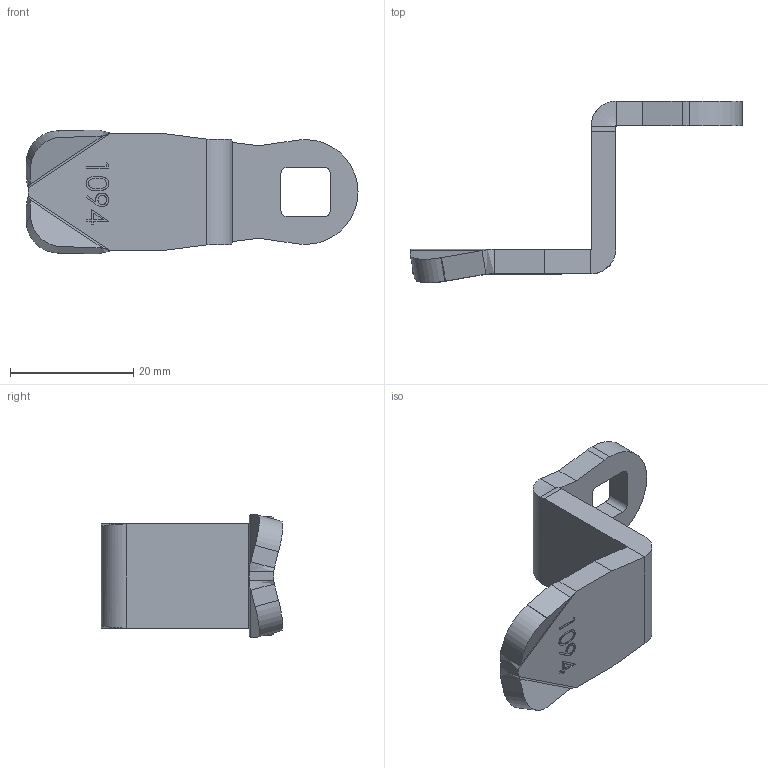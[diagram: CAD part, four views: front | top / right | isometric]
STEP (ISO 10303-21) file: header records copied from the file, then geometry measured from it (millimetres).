
FILE_DESCRIPTION (( 'STEP AP203' ), '1' );
FILE_NAME ('1094 DIL.STEP', '2022-07-06T12:56:20', ( '' ), ( '' ), 'SwSTEP 2.0', 'SolidWorks 2021', '' );
FILE_SCHEMA (( 'CONFIG_CONTROL_DESIGN' ));
Length unit declared in the file: millimetre
Products named in the file (1): 1094 DIL
Bounding box: 53.83 x 29.44 x 20.1 mm (x, y, z)
Volume: 4899.6 mm3; surface area: 3283.2 mm2
Topology: 1 solids, 1 shells, 102 faces, 251 edges, 158 vertices
Faces by surface type: plane 60, bspline 24, cylinder 18
Entity records: 4336 total; most frequent: CARTESIAN_POINT 2000, ORIENTED_EDGE 502, DIRECTION 385, EDGE_CURVE 251, LINE 179, VECTOR 179, VERTEX_POINT 158, EDGE_LOOP 111
